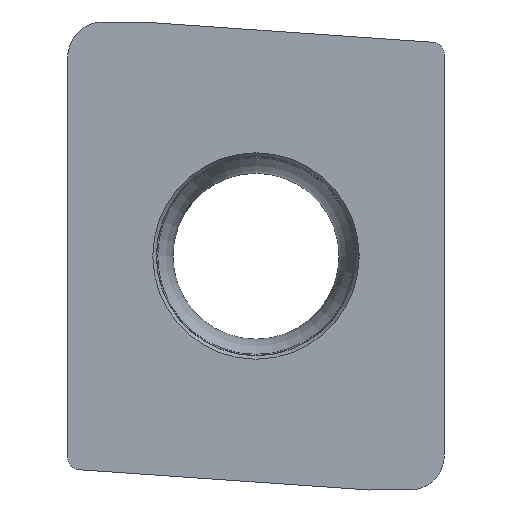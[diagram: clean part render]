
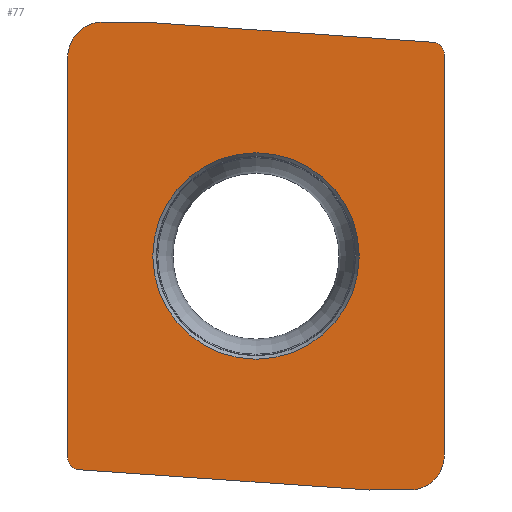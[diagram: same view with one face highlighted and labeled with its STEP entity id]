
A CAD part, top view. The second image highlights one B-rep face of the part: STEP entity #77.
In plain terms, the highlighted planar face has unit normal (0, 0, 1).
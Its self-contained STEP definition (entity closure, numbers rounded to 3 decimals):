
#77=ADVANCED_FACE('',(#186,#187),#98,.T.);
#98=PLANE('',#499);
#124=B_SPLINE_CURVE_WITH_KNOTS('',3,(#824,#825,#826,#827,#828,#829,#830,
#831,#832,#833,#834,#835,#836,#837,#838,#839),.UNSPECIFIED.,.F.,.F.,(4,3,
3,3,3,4),(0.,0.206,0.412,0.619,0.832,
1.),.UNSPECIFIED.);
#129=ELLIPSE('',#482,1.222,1.191);
#131=ELLIPSE('',#486,0.41,0.4);
#134=ELLIPSE('',#493,0.41,0.4);
#144=LINE('',#744,#168);
#147=LINE('',#750,#171);
#151=LINE('',#861,#175);
#153=LINE('',#865,#177);
#154=LINE('',#867,#178);
#155=LINE('',#868,#179);
#168=VECTOR('',#553,1.);
#171=VECTOR('',#558,1.);
#175=VECTOR('',#574,1.);
#177=VECTOR('',#580,1.);
#178=VECTOR('',#583,1.);
#179=VECTOR('',#584,1.);
#186=FACE_BOUND('',#214,.T.);
#187=FACE_BOUND('',#215,.T.);
#214=EDGE_LOOP('',(#301,#302,#303,#304,#305,#306,#307,#308,#309,#310));
#215=EDGE_LOOP('',(#311));
#301=ORIENTED_EDGE('',*,*,#455,.F.);
#302=ORIENTED_EDGE('',*,*,#421,.T.);
#303=ORIENTED_EDGE('',*,*,#431,.F.);
#304=ORIENTED_EDGE('',*,*,#429,.T.);
#305=ORIENTED_EDGE('',*,*,#434,.F.);
#306=ORIENTED_EDGE('',*,*,#456,.F.);
#307=ORIENTED_EDGE('',*,*,#447,.T.);
#308=ORIENTED_EDGE('',*,*,#454,.F.);
#309=ORIENTED_EDGE('',*,*,#442,.T.);
#310=ORIENTED_EDGE('',*,*,#451,.F.);
#311=ORIENTED_EDGE('',*,*,#457,.T.);
#376=VERTEX_POINT('',#702);
#377=VERTEX_POINT('',#704);
#380=VERTEX_POINT('',#722);
#383=VERTEX_POINT('',#740);
#385=VERTEX_POINT('',#749);
#388=VERTEX_POINT('',#765);
#391=VERTEX_POINT('',#783);
#395=VERTEX_POINT('',#823);
#396=VERTEX_POINT('',#840);
#398=VERTEX_POINT('',#860);
#399=VERTEX_POINT('',#870);
#421=EDGE_CURVE('',#377,#376,#129,.T.);
#429=EDGE_CURVE('',#380,#383,#131,.T.);
#431=EDGE_CURVE('',#380,#376,#144,.T.);
#434=EDGE_CURVE('',#385,#383,#147,.T.);
#442=EDGE_CURVE('TIPL',#388,#391,#134,.T.);
#447=EDGE_CURVE('TIPR',#396,#395,#124,.T.);
#451=EDGE_CURVE('TEL',#398,#391,#151,.T.);
#454=EDGE_CURVE('TE1',#388,#395,#153,.T.);
#455=EDGE_CURVE('',#377,#398,#154,.T.);
#456=EDGE_CURVE('TER',#396,#385,#155,.T.);
#457=EDGE_CURVE('',#399,#399,#469,.T.);
#469=CIRCLE('',#498,3.48);
#482=AXIS2_PLACEMENT_3D('',#703,#539,#540);
#486=AXIS2_PLACEMENT_3D('',#741,#548,#549);
#493=AXIS2_PLACEMENT_3D('',#784,#568,#569);
#498=AXIS2_PLACEMENT_3D('',#869,#585,#586);
#499=AXIS2_PLACEMENT_3D('',#871,#587,#588);
#539=DIRECTION('',(0.,0.,1.));
#540=DIRECTION('',(-0.535,0.845,0.));
#548=DIRECTION('',(0.,0.,1.));
#549=DIRECTION('',(-0.55,-0.835,0.));
#553=DIRECTION('',(0.,1.,0.));
#558=DIRECTION('',(-0.998,0.07,0.));
#568=DIRECTION('',(0.,0.,1.));
#569=DIRECTION('',(0.55,0.835,0.));
#574=DIRECTION('',(0.998,-0.07,0.));
#580=DIRECTION('',(0.,-1.,0.));
#583=DIRECTION('',(1.,0.003,0.));
#584=DIRECTION('',(-1.,-0.003,0.));
#585=DIRECTION('',(0.,0.,-1.));
#586=DIRECTION('',(-1.,0.,0.));
#587=DIRECTION('',(0.,0.,1.));
#588=DIRECTION('',(1.,0.,0.));
#702=CARTESIAN_POINT('',(-6.35,6.702,0.));
#703=CARTESIAN_POINT('',(-5.15,6.674,0.));
#704=CARTESIAN_POINT('',(-5.182,7.887,0.));
#722=CARTESIAN_POINT('',(-6.35,-6.809,0.));
#740=CARTESIAN_POINT('',(-5.984,-7.206,0.));
#741=CARTESIAN_POINT('',(-5.947,-6.8,0.));
#744=CARTESIAN_POINT('',(-6.35,-7.924,0.));
#749=CARTESIAN_POINT('',(3.821,-7.892,0.));
#750=CARTESIAN_POINT('',(3.821,-7.892,0.));
#765=CARTESIAN_POINT('',(6.35,6.809,0.));
#783=CARTESIAN_POINT('',(5.984,7.206,0.));
#784=CARTESIAN_POINT('',(5.947,6.8,0.));
#823=CARTESIAN_POINT('',(6.35,-6.701,0.));
#824=CARTESIAN_POINT('',(5.214,-7.887,0.));
#825=CARTESIAN_POINT('',(5.338,-7.887,0.));
#826=CARTESIAN_POINT('',(5.465,-7.865,0.));
#827=CARTESIAN_POINT('',(5.582,-7.823,0.));
#828=CARTESIAN_POINT('',(5.7,-7.782,0.));
#829=CARTESIAN_POINT('',(5.811,-7.719,0.));
#830=CARTESIAN_POINT('',(5.909,-7.641,0.));
#831=CARTESIAN_POINT('',(6.006,-7.563,0.));
#832=CARTESIAN_POINT('',(6.092,-7.467,0.));
#833=CARTESIAN_POINT('',(6.159,-7.361,0.));
#834=CARTESIAN_POINT('',(6.229,-7.252,0.));
#835=CARTESIAN_POINT('',(6.281,-7.13,0.));
#836=CARTESIAN_POINT('',(6.313,-7.005,0.));
#837=CARTESIAN_POINT('',(6.337,-6.906,0.));
#838=CARTESIAN_POINT('',(6.35,-6.803,0.));
#839=CARTESIAN_POINT('',(6.35,-6.701,0.));
#840=CARTESIAN_POINT('',(5.214,-7.887,0.));
#860=CARTESIAN_POINT('',(-3.821,7.892,0.));
#861=CARTESIAN_POINT('',(-3.821,7.892,0.));
#865=CARTESIAN_POINT('',(6.35,-7.924,0.));
#867=CARTESIAN_POINT('',(-6.35,7.884,0.));
#868=CARTESIAN_POINT('',(6.35,-7.884,0.));
#869=CARTESIAN_POINT('',(0.,0.,0.));
#870=CARTESIAN_POINT('',(-3.48,0.,0.));
#871=CARTESIAN_POINT('',(-6.35,-7.924,0.));
